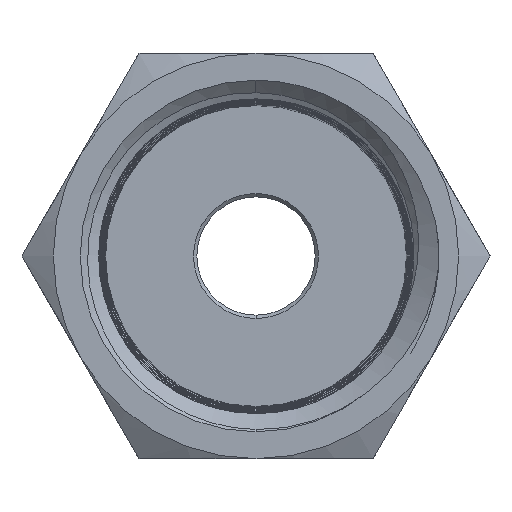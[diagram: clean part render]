
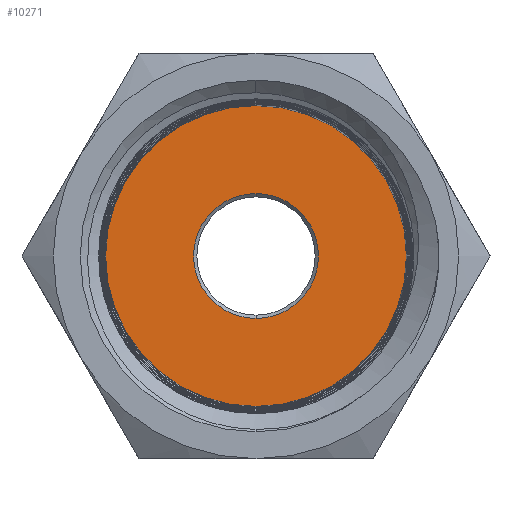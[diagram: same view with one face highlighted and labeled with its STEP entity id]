
A CAD part, front view. The second image highlights one B-rep face of the part: STEP entity #10271.
In plain terms, the highlighted planar face has unit normal (0, -1, 0).
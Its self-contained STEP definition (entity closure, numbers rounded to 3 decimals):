
#1436 = FACE_OUTER_BOUND ( 'NONE', #9275, .T. ) ;
#3617 = DIRECTION ( 'NONE',  ( 0., -1., 0. ) ) ;
#4757 = PLANE ( 'NONE',  #25800 ) ;
#4809 = CARTESIAN_POINT ( 'NONE',  ( 0., -7.1, 8.907 ) ) ;
#6184 = CARTESIAN_POINT ( 'NONE',  ( 0., -7.1, 3.7 ) ) ;
#6210 = VERTEX_POINT ( 'NONE', #6184 ) ;
#7260 = DIRECTION ( 'NONE',  ( 0., 1., 0. ) ) ;
#7875 = ORIENTED_EDGE ( 'NONE', *, *, #34097, .T. ) ;
#9275 = EDGE_LOOP ( 'NONE', ( #7875, #12166 ) ) ;
#10271 = ADVANCED_FACE ( 'NONE', ( #23640, #1436 ), #4757, .T. ) ;
#10591 = DIRECTION ( 'NONE',  ( 0., 1., 0. ) ) ;
#10761 = ORIENTED_EDGE ( 'NONE', *, *, #11198, .T. ) ;
#11198 = EDGE_CURVE ( 'NONE', #29342, #6210, #32739, .T. ) ;
#12166 = ORIENTED_EDGE ( 'NONE', *, *, #25684, .T. ) ;
#12567 = CARTESIAN_POINT ( 'NONE',  ( 0., -7.1, -3.7 ) ) ;
#14289 = DIRECTION ( 'NONE',  ( 0., -1., 0. ) ) ;
#17137 = CARTESIAN_POINT ( 'NONE',  ( 0., -7.1, 0. ) ) ;
#18187 = EDGE_LOOP ( 'NONE', ( #10761, #36383 ) ) ;
#20044 = DIRECTION ( 'NONE',  ( 0., 0., -1. ) ) ;
#20974 = CARTESIAN_POINT ( 'NONE',  ( 0., -7.1, 0. ) ) ;
#21264 = AXIS2_PLACEMENT_3D ( 'NONE', #20974, #3617, #23903 ) ;
#23640 = FACE_BOUND ( 'NONE', #18187, .T. ) ;
#23903 = DIRECTION ( 'NONE',  ( 0., 0., -1. ) ) ;
#24621 = CARTESIAN_POINT ( 'NONE',  ( 0., -7.1, 0. ) ) ;
#24762 = CIRCLE ( 'NONE', #21264, 8.907 ) ;
#24806 = AXIS2_PLACEMENT_3D ( 'NONE', #31715, #14289, #34648 ) ;
#25684 = EDGE_CURVE ( 'NONE', #33889, #30706, #33174, .T. ) ;
#25800 = AXIS2_PLACEMENT_3D ( 'NONE', #17137, #37533, #20044 ) ;
#26744 = AXIS2_PLACEMENT_3D ( 'NONE', #27956, #10591, #30886 ) ;
#27549 = DIRECTION ( 'NONE',  ( 0., 0., -1. ) ) ;
#27956 = CARTESIAN_POINT ( 'NONE',  ( 0., -7.1, 0. ) ) ;
#28918 = CARTESIAN_POINT ( 'NONE',  ( 0., -7.1, -8.907 ) ) ;
#29342 = VERTEX_POINT ( 'NONE', #12567 ) ;
#29453 = AXIS2_PLACEMENT_3D ( 'NONE', #24621, #7260, #27549 ) ;
#30706 = VERTEX_POINT ( 'NONE', #28918 ) ;
#30886 = DIRECTION ( 'NONE',  ( 0., 0., -1. ) ) ;
#31715 = CARTESIAN_POINT ( 'NONE',  ( 0., -7.1, 0. ) ) ;
#32739 = CIRCLE ( 'NONE', #29453, 3.7 ) ;
#33174 = CIRCLE ( 'NONE', #24806, 8.907 ) ;
#33889 = VERTEX_POINT ( 'NONE', #4809 ) ;
#34097 = EDGE_CURVE ( 'NONE', #30706, #33889, #24762, .T. ) ;
#34648 = DIRECTION ( 'NONE',  ( 0., 0., -1. ) ) ;
#35316 = CIRCLE ( 'NONE', #26744, 3.7 ) ;
#36383 = ORIENTED_EDGE ( 'NONE', *, *, #37091, .T. ) ;
#37091 = EDGE_CURVE ( 'NONE', #6210, #29342, #35316, .T. ) ;
#37533 = DIRECTION ( 'NONE',  ( 0., -1., 0. ) ) ;
